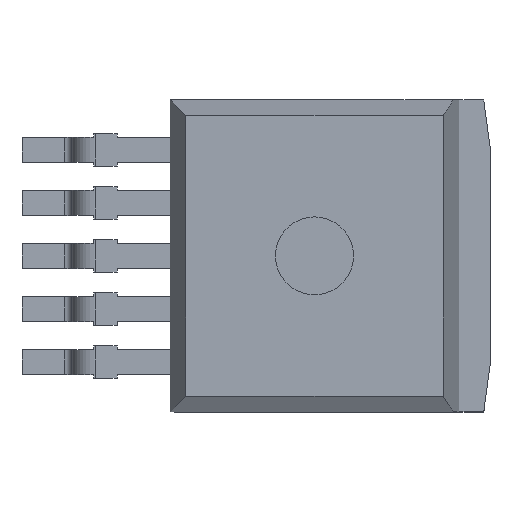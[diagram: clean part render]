
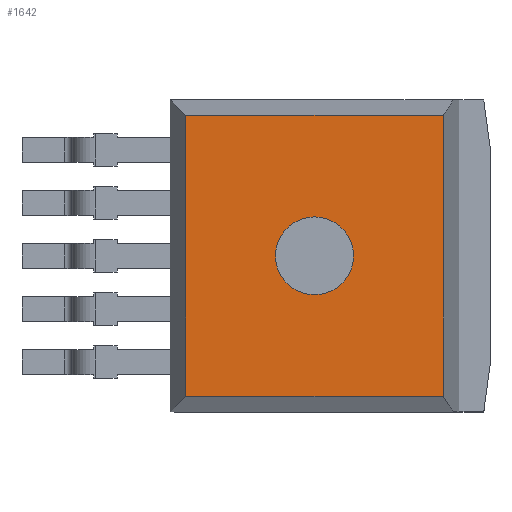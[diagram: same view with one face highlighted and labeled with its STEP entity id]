
A CAD part, top view. The second image highlights one B-rep face of the part: STEP entity #1642.
In plain terms, the highlighted planar face has unit normal (0, 0, 1).
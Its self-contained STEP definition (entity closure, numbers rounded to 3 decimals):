
#739 = VERTEX_POINT('',#740);
#740 = CARTESIAN_POINT('',(-2.25,-4.5,4.42));
#746 = EDGE_CURVE('',#739,#747,#749,.T.);
#747 = VERTEX_POINT('',#748);
#748 = CARTESIAN_POINT('',(6.,-4.5,4.42));
#749 = LINE('',#750,#751);
#750 = CARTESIAN_POINT('',(-2.25,-4.5,4.42));
#751 = VECTOR('',#752,1.);
#752 = DIRECTION('',(1.,0.,0.));
#769 = EDGE_CURVE('',#747,#770,#772,.T.);
#770 = VERTEX_POINT('',#771);
#771 = CARTESIAN_POINT('',(6.,4.5,4.42));
#772 = LINE('',#773,#774);
#773 = CARTESIAN_POINT('',(6.,-5.,4.42));
#774 = VECTOR('',#775,1.);
#775 = DIRECTION('',(0.,1.,0.));
#822 = EDGE_CURVE('',#823,#739,#825,.T.);
#823 = VERTEX_POINT('',#824);
#824 = CARTESIAN_POINT('',(-2.25,4.5,4.42));
#825 = LINE('',#826,#827);
#826 = CARTESIAN_POINT('',(-2.25,5.,4.42));
#827 = VECTOR('',#828,1.);
#828 = DIRECTION('',(0.,-1.,0.));
#1642 = ADVANCED_FACE('',(#1643,#1654),#1665,.F.);
#1643 = FACE_BOUND('',#1644,.F.);
#1644 = EDGE_LOOP('',(#1645,#1646,#1652,#1653));
#1645 = ORIENTED_EDGE('',*,*,#822,.F.);
#1646 = ORIENTED_EDGE('',*,*,#1647,.F.);
#1647 = EDGE_CURVE('',#770,#823,#1648,.T.);
#1648 = LINE('',#1649,#1650);
#1649 = CARTESIAN_POINT('',(6.,4.5,4.42));
#1650 = VECTOR('',#1651,1.);
#1651 = DIRECTION('',(-1.,0.,0.));
#1652 = ORIENTED_EDGE('',*,*,#769,.F.);
#1653 = ORIENTED_EDGE('',*,*,#746,.F.);
#1654 = FACE_BOUND('',#1655,.F.);
#1655 = EDGE_LOOP('',(#1656));
#1656 = ORIENTED_EDGE('',*,*,#1657,.F.);
#1657 = EDGE_CURVE('',#1658,#1658,#1660,.T.);
#1658 = VERTEX_POINT('',#1659);
#1659 = CARTESIAN_POINT('',(0.625,0.,4.42));
#1660 = CIRCLE('',#1661,1.25);
#1661 = AXIS2_PLACEMENT_3D('',#1662,#1663,#1664);
#1662 = CARTESIAN_POINT('',(1.875,0.,4.42));
#1663 = DIRECTION('',(0.,0.,-1.));
#1664 = DIRECTION('',(-1.,0.,0.));
#1665 = PLANE('',#1666);
#1666 = AXIS2_PLACEMENT_3D('',#1667,#1668,#1669);
#1667 = CARTESIAN_POINT('',(-2.75,-5.,4.42));
#1668 = DIRECTION('',(0.,0.,-1.));
#1669 = DIRECTION('',(-1.,0.,0.));
